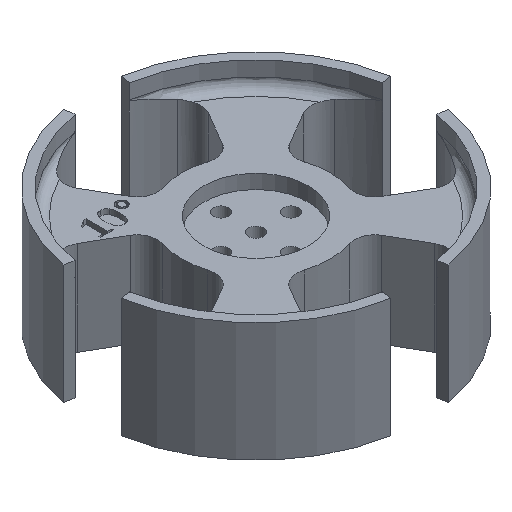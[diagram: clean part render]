
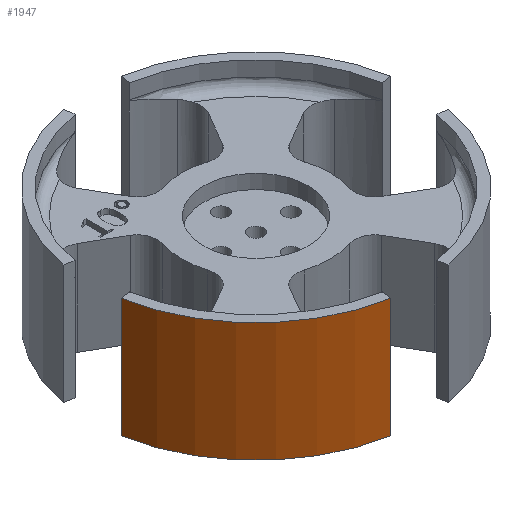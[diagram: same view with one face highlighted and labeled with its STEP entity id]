
A CAD part, isometric view. The second image highlights one B-rep face of the part: STEP entity #1947.
In plain terms, the highlighted cylindrical face has radius 33.46 mm (diameter 66.92 mm), a partial arc.
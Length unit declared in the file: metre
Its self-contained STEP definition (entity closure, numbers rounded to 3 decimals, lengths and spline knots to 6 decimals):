
#46=CYLINDRICAL_SURFACE('',#2149,0.03346);
#195=LINE('',#3271,#342);
#198=LINE('',#3277,#345);
#342=VECTOR('',#2560,1.);
#345=VECTOR('',#2565,1.);
#684=ORIENTED_EDGE('',*,*,#1174,.T.);
#685=ORIENTED_EDGE('',*,*,#1113,.T.);
#686=ORIENTED_EDGE('',*,*,#1177,.F.);
#687=ORIENTED_EDGE('',*,*,#1178,.F.);
#1113=EDGE_CURVE('',#1392,#1391,#1552,.T.);
#1174=EDGE_CURVE('',#1430,#1392,#195,.T.);
#1177=EDGE_CURVE('',#1432,#1391,#198,.T.);
#1178=EDGE_CURVE('',#1430,#1432,#1574,.T.);
#1391=VERTEX_POINT('',#3099);
#1392=VERTEX_POINT('',#3101);
#1430=VERTEX_POINT('',#3272);
#1432=VERTEX_POINT('',#3278);
#1552=CIRCLE('',#2106,0.03346);
#1574=CIRCLE('',#2150,0.03346);
#1656=EDGE_LOOP('',(#684,#685,#686,#687));
#1787=FACE_BOUND('',#1656,.T.);
#1947=ADVANCED_FACE('',(#1787),#46,.T.);
#2106=AXIS2_PLACEMENT_3D('',#3100,#2440,#2441);
#2149=AXIS2_PLACEMENT_3D('',#3276,#2563,#2564);
#2150=AXIS2_PLACEMENT_3D('',#3279,#2566,#2567);
#2440=DIRECTION('',(0.,0.,1.));
#2441=DIRECTION('',(-1.,0.,0.));
#2560=DIRECTION('',(0.,0.,-1.));
#2563=DIRECTION('',(0.,0.,-1.));
#2564=DIRECTION('',(1.,0.,0.));
#2565=DIRECTION('',(0.,0.,-1.));
#2566=DIRECTION('',(0.,0.,1.));
#2567=DIRECTION('',(-1.,0.,0.));
#3099=CARTESIAN_POINT('',(-0.00581,-0.032952,-0.009));
#3100=CARTESIAN_POINT('',(0.,0.,-0.009));
#3101=CARTESIAN_POINT('',(-0.032952,-0.00581,-0.009));
#3271=CARTESIAN_POINT('',(-0.032952,-0.00581,0.01));
#3272=CARTESIAN_POINT('',(-0.032952,-0.00581,0.015));
#3276=CARTESIAN_POINT('',(0.,0.,0.01));
#3277=CARTESIAN_POINT('',(-0.00581,-0.032952,0.01));
#3278=CARTESIAN_POINT('',(-0.00581,-0.032952,0.015));
#3279=CARTESIAN_POINT('',(0.,0.,0.015));
